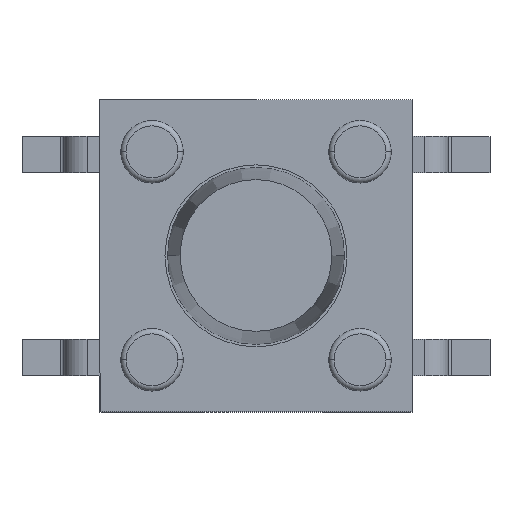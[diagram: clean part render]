
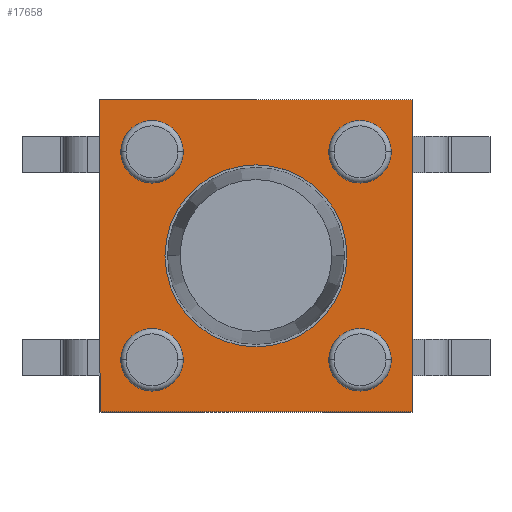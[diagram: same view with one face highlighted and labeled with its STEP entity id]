
A CAD part, top view. The second image highlights one B-rep face of the part: STEP entity #17658.
In plain terms, the highlighted planar face has unit normal (0, 0, 1).
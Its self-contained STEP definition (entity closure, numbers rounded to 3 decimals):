
#37 = CARTESIAN_POINT ( 'NONE',  ( 2., 2., 3.4 ) ) ;
#68 = CARTESIAN_POINT ( 'NONE',  ( -1.4, 2., 3.4 ) ) ;
#237 = CARTESIAN_POINT ( 'NONE',  ( -2., -2., 3.4 ) ) ;
#311 = CARTESIAN_POINT ( 'NONE',  ( 0., 0., 3.4 ) ) ;
#361 = VERTEX_POINT ( 'NONE', #12393 ) ;
#470 = DIRECTION ( 'NONE',  ( 0., 0., 1. ) ) ;
#542 = CIRCLE ( 'NONE', #12478, 0.6 ) ;
#594 = CIRCLE ( 'NONE', #8148, 1.75 ) ;
#599 = AXIS2_PLACEMENT_3D ( 'NONE', #16089, #2614, #2315 ) ;
#925 = VERTEX_POINT ( 'NONE', #9496 ) ;
#1138 = VERTEX_POINT ( 'NONE', #17520 ) ;
#1197 = PLANE ( 'NONE',  #10963 ) ;
#1210 = DIRECTION ( 'NONE',  ( 1., 0., 0. ) ) ;
#1424 = VERTEX_POINT ( 'NONE', #15874 ) ;
#1429 = VERTEX_POINT ( 'NONE', #11528 ) ;
#1461 = DIRECTION ( 'NONE',  ( -1., 0., 0. ) ) ;
#1520 = CARTESIAN_POINT ( 'NONE',  ( -3., -3., 3.4 ) ) ;
#1633 = LINE ( 'NONE', #7954, #12084 ) ;
#1797 = DIRECTION ( 'NONE',  ( 1., 0., 0. ) ) ;
#1861 = DIRECTION ( 'NONE',  ( 0., 0., 1. ) ) ;
#2315 = DIRECTION ( 'NONE',  ( 1., 0., 0. ) ) ;
#2380 = FACE_BOUND ( 'NONE', #3623, .T. ) ;
#2614 = DIRECTION ( 'NONE',  ( 0., 0., 1. ) ) ;
#2664 = EDGE_CURVE ( 'NONE', #12928, #1424, #14278, .T. ) ;
#2735 = DIRECTION ( 'NONE',  ( 1., 0., 0. ) ) ;
#2839 = ORIENTED_EDGE ( 'NONE', *, *, #8436, .F. ) ;
#3042 = VERTEX_POINT ( 'NONE', #1520 ) ;
#3209 = DIRECTION ( 'NONE',  ( 0., -1., 0. ) ) ;
#3507 = DIRECTION ( 'NONE',  ( 1., 0., 0. ) ) ;
#3623 = EDGE_LOOP ( 'NONE', ( #4695, #7102 ) ) ;
#3646 = CARTESIAN_POINT ( 'NONE',  ( -1.75, 0., 3.4 ) ) ;
#3714 = CIRCLE ( 'NONE', #599, 0.6 ) ;
#4244 = EDGE_CURVE ( 'NONE', #925, #1138, #10386, .T. ) ;
#4263 = AXIS2_PLACEMENT_3D ( 'NONE', #18266, #1861, #11988 ) ;
#4275 = EDGE_CURVE ( 'NONE', #10069, #12869, #594, .T. ) ;
#4367 = AXIS2_PLACEMENT_3D ( 'NONE', #15007, #6376, #13557 ) ;
#4695 = ORIENTED_EDGE ( 'NONE', *, *, #12262, .F. ) ;
#4705 = LINE ( 'NONE', #6175, #19000 ) ;
#4799 = ORIENTED_EDGE ( 'NONE', *, *, #11191, .F. ) ;
#4882 = AXIS2_PLACEMENT_3D ( 'NONE', #11751, #8830, #17859 ) ;
#5083 = ORIENTED_EDGE ( 'NONE', *, *, #4275, .F. ) ;
#5473 = EDGE_LOOP ( 'NONE', ( #11211, #6839 ) ) ;
#5491 = CARTESIAN_POINT ( 'NONE',  ( 2.6, -2., 3.4 ) ) ;
#5508 = ORIENTED_EDGE ( 'NONE', *, *, #4244, .T. ) ;
#5518 = AXIS2_PLACEMENT_3D ( 'NONE', #10791, #470, #17973 ) ;
#5552 = EDGE_CURVE ( 'NONE', #1138, #361, #10711, .T. ) ;
#5615 = CARTESIAN_POINT ( 'NONE',  ( 2., -2., 3.4 ) ) ;
#5639 = ORIENTED_EDGE ( 'NONE', *, *, #11613, .F. ) ;
#5778 = DIRECTION ( 'NONE',  ( 0., 1., 0. ) ) ;
#5936 = ORIENTED_EDGE ( 'NONE', *, *, #5552, .T. ) ;
#6175 = CARTESIAN_POINT ( 'NONE',  ( -3., -3., 3.4 ) ) ;
#6297 = EDGE_LOOP ( 'NONE', ( #8418, #5639 ) ) ;
#6376 = DIRECTION ( 'NONE',  ( 0., 0., 1. ) ) ;
#6817 = FACE_BOUND ( 'NONE', #5473, .T. ) ;
#6839 = ORIENTED_EDGE ( 'NONE', *, *, #2664, .F. ) ;
#7102 = ORIENTED_EDGE ( 'NONE', *, *, #7792, .F. ) ;
#7508 = VECTOR ( 'NONE', #5778, 1000. ) ;
#7680 = EDGE_LOOP ( 'NONE', ( #16712, #5508, #5936, #14633 ) ) ;
#7721 = AXIS2_PLACEMENT_3D ( 'NONE', #5615, #17776, #16422 ) ;
#7792 = EDGE_CURVE ( 'NONE', #10812, #11192, #19465, .T. ) ;
#7847 = AXIS2_PLACEMENT_3D ( 'NONE', #237, #16762, #1797 ) ;
#7954 = CARTESIAN_POINT ( 'NONE',  ( -3., 3., 3.4 ) ) ;
#8148 = AXIS2_PLACEMENT_3D ( 'NONE', #18306, #16206, #2735 ) ;
#8174 = VERTEX_POINT ( 'NONE', #68 ) ;
#8391 = FACE_OUTER_BOUND ( 'NONE', #7680, .T. ) ;
#8418 = ORIENTED_EDGE ( 'NONE', *, *, #15641, .F. ) ;
#8436 = EDGE_CURVE ( 'NONE', #1429, #18625, #3714, .T. ) ;
#8716 = DIRECTION ( 'NONE',  ( 0., 0., 1. ) ) ;
#8830 = DIRECTION ( 'NONE',  ( 0., 0., 1. ) ) ;
#8967 = CIRCLE ( 'NONE', #5518, 0.6 ) ;
#9322 = CARTESIAN_POINT ( 'NONE',  ( 1.75, 0., 3.4 ) ) ;
#9496 = CARTESIAN_POINT ( 'NONE',  ( 3., -3., 3.4 ) ) ;
#10069 = VERTEX_POINT ( 'NONE', #3646 ) ;
#10229 = CARTESIAN_POINT ( 'NONE',  ( 1.4, 2., 3.4 ) ) ;
#10363 = VERTEX_POINT ( 'NONE', #13861 ) ;
#10386 = LINE ( 'NONE', #13327, #7508 ) ;
#10711 = LINE ( 'NONE', #14921, #17416 ) ;
#10791 = CARTESIAN_POINT ( 'NONE',  ( 2., -2., 3.4 ) ) ;
#10811 = DIRECTION ( 'NONE',  ( 1., 0., 0. ) ) ;
#10812 = VERTEX_POINT ( 'NONE', #12013 ) ;
#10963 = AXIS2_PLACEMENT_3D ( 'NONE', #311, #16734, #10811 ) ;
#11115 = AXIS2_PLACEMENT_3D ( 'NONE', #16243, #19200, #16146 ) ;
#11191 = EDGE_CURVE ( 'NONE', #12869, #10069, #17272, .T. ) ;
#11192 = VERTEX_POINT ( 'NONE', #13453 ) ;
#11211 = ORIENTED_EDGE ( 'NONE', *, *, #12059, .F. ) ;
#11528 = CARTESIAN_POINT ( 'NONE',  ( 2.6, 2., 3.4 ) ) ;
#11613 = EDGE_CURVE ( 'NONE', #8174, #10363, #13306, .T. ) ;
#11751 = CARTESIAN_POINT ( 'NONE',  ( -2., -2., 3.4 ) ) ;
#11988 = DIRECTION ( 'NONE',  ( -1., 0., 0. ) ) ;
#12013 = CARTESIAN_POINT ( 'NONE',  ( -1.4, -2., 3.4 ) ) ;
#12059 = EDGE_CURVE ( 'NONE', #1424, #12928, #8967, .T. ) ;
#12084 = VECTOR ( 'NONE', #3209, 1000. ) ;
#12117 = EDGE_LOOP ( 'NONE', ( #4799, #5083 ) ) ;
#12262 = EDGE_CURVE ( 'NONE', #11192, #10812, #13336, .T. ) ;
#12393 = CARTESIAN_POINT ( 'NONE',  ( -3., 3., 3.4 ) ) ;
#12478 = AXIS2_PLACEMENT_3D ( 'NONE', #37, #8716, #1210 ) ;
#12747 = CIRCLE ( 'NONE', #4263, 0.6 ) ;
#12869 = VERTEX_POINT ( 'NONE', #9322 ) ;
#12928 = VERTEX_POINT ( 'NONE', #5491 ) ;
#13306 = CIRCLE ( 'NONE', #11115, 0.6 ) ;
#13327 = CARTESIAN_POINT ( 'NONE',  ( 3., -3., 3.4 ) ) ;
#13336 = CIRCLE ( 'NONE', #4882, 0.6 ) ;
#13453 = CARTESIAN_POINT ( 'NONE',  ( -2.6, -2., 3.4 ) ) ;
#13557 = DIRECTION ( 'NONE',  ( 1., 0., 0. ) ) ;
#13843 = EDGE_CURVE ( 'NONE', #3042, #925, #4705, .T. ) ;
#13861 = CARTESIAN_POINT ( 'NONE',  ( -2.6, 2., 3.4 ) ) ;
#13882 = EDGE_CURVE ( 'NONE', #361, #3042, #1633, .T. ) ;
#14278 = CIRCLE ( 'NONE', #7721, 0.6 ) ;
#14633 = ORIENTED_EDGE ( 'NONE', *, *, #13882, .T. ) ;
#14921 = CARTESIAN_POINT ( 'NONE',  ( 3., 3., 3.4 ) ) ;
#15007 = CARTESIAN_POINT ( 'NONE',  ( 0., 0., 3.4 ) ) ;
#15236 = EDGE_LOOP ( 'NONE', ( #16776, #2839 ) ) ;
#15641 = EDGE_CURVE ( 'NONE', #10363, #8174, #12747, .T. ) ;
#15862 = FACE_BOUND ( 'NONE', #15236, .T. ) ;
#15874 = CARTESIAN_POINT ( 'NONE',  ( 1.4, -2., 3.4 ) ) ;
#16089 = CARTESIAN_POINT ( 'NONE',  ( 2., 2., 3.4 ) ) ;
#16146 = DIRECTION ( 'NONE',  ( -1., 0., 0. ) ) ;
#16206 = DIRECTION ( 'NONE',  ( 0., 0., 1. ) ) ;
#16243 = CARTESIAN_POINT ( 'NONE',  ( -2., 2., 3.4 ) ) ;
#16276 = EDGE_CURVE ( 'NONE', #18625, #1429, #542, .T. ) ;
#16422 = DIRECTION ( 'NONE',  ( -1., 0., 0. ) ) ;
#16712 = ORIENTED_EDGE ( 'NONE', *, *, #13843, .T. ) ;
#16734 = DIRECTION ( 'NONE',  ( 0., 0., 1. ) ) ;
#16762 = DIRECTION ( 'NONE',  ( 0., 0., 1. ) ) ;
#16776 = ORIENTED_EDGE ( 'NONE', *, *, #16276, .F. ) ;
#17272 = CIRCLE ( 'NONE', #4367, 1.75 ) ;
#17342 = FACE_BOUND ( 'NONE', #6297, .T. ) ;
#17416 = VECTOR ( 'NONE', #1461, 1000. ) ;
#17520 = CARTESIAN_POINT ( 'NONE',  ( 3., 3., 3.4 ) ) ;
#17658 = ADVANCED_FACE ( 'NONE', ( #6817, #15862, #17342, #2380, #18906, #8391 ), #1197, .T. ) ;
#17776 = DIRECTION ( 'NONE',  ( 0., 0., 1. ) ) ;
#17859 = DIRECTION ( 'NONE',  ( 1., 0., 0. ) ) ;
#17973 = DIRECTION ( 'NONE',  ( -1., 0., 0. ) ) ;
#18266 = CARTESIAN_POINT ( 'NONE',  ( -2., 2., 3.4 ) ) ;
#18306 = CARTESIAN_POINT ( 'NONE',  ( 0., 0., 3.4 ) ) ;
#18625 = VERTEX_POINT ( 'NONE', #10229 ) ;
#18906 = FACE_BOUND ( 'NONE', #12117, .T. ) ;
#19000 = VECTOR ( 'NONE', #3507, 1000. ) ;
#19200 = DIRECTION ( 'NONE',  ( 0., 0., 1. ) ) ;
#19465 = CIRCLE ( 'NONE', #7847, 0.6 ) ;
